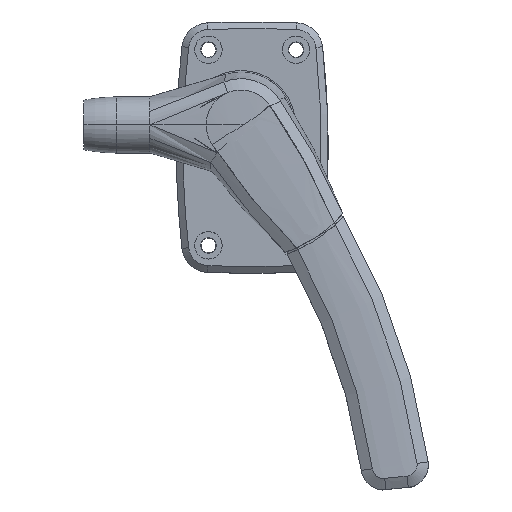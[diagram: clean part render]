
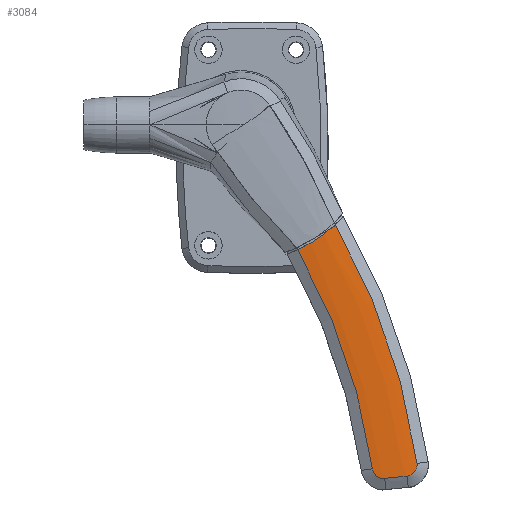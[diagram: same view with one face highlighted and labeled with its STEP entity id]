
A CAD part, top view. The second image highlights one B-rep face of the part: STEP entity #3084.
In plain terms, the highlighted toroidal (fillet/blend) face has major radius 285 mm and minor radius 100.25 mm.
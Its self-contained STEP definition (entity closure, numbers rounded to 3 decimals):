
#2870 = EDGE_CURVE ( 'NONE', #3253, #2921, #5069, .T. ) ;
#2875 = EDGE_CURVE ( 'NONE', #2876, #2921, #4956, .T. ) ;
#2876 = VERTEX_POINT ( 'NONE', #4955 ) ;
#2921 = VERTEX_POINT ( 'NONE', #4869 ) ;
#2950 = VERTEX_POINT ( 'NONE', #5154 ) ;
#2951 = ORIENTED_EDGE ( 'NONE', *, *, #2952, .T. ) ;
#2952 = EDGE_CURVE ( 'NONE', #2950, #2993, #5294, .T. ) ;
#2992 = ORIENTED_EDGE ( 'NONE', *, *, #3070, .T. ) ;
#2993 = VERTEX_POINT ( 'NONE', #5411 ) ;
#2994 = ORIENTED_EDGE ( 'NONE', *, *, #2995, .T. ) ;
#2995 = EDGE_CURVE ( 'NONE', #2993, #2876, #5410, .T. ) ;
#3036 = ORIENTED_EDGE ( 'NONE', *, *, #2875, .T. ) ;
#3070 = EDGE_CURVE ( 'NONE', #3093, #3071, #5690, .T. ) ;
#3071 = VERTEX_POINT ( 'NONE', #5689 ) ;
#3072 = ORIENTED_EDGE ( 'NONE', *, *, #3073, .T. ) ;
#3073 = EDGE_CURVE ( 'NONE', #3071, #2950, #5695, .T. ) ;
#3084 = ADVANCED_FACE ( 'NONE', ( #5503 ), #5502, .T. ) ;
#3085 = EDGE_LOOP ( 'NONE', ( #2992, #3072, #2951, #2994, #3036, #3086, #3240, #3241, #3193 ) ) ;
#3086 = ORIENTED_EDGE ( 'NONE', *, *, #2870, .F. ) ;
#3093 = VERTEX_POINT ( 'NONE', #5593 ) ;
#3149 = EDGE_CURVE ( 'NONE', #3253, #3239, #5230, .T. ) ;
#3155 = EDGE_CURVE ( 'NONE', #3252, #3093, #5884, .T. ) ;
#3193 = ORIENTED_EDGE ( 'NONE', *, *, #3155, .T. ) ;
#3239 = VERTEX_POINT ( 'NONE', #6154 ) ;
#3240 = ORIENTED_EDGE ( 'NONE', *, *, #3149, .T. ) ;
#3241 = ORIENTED_EDGE ( 'NONE', *, *, #3261, .T. ) ;
#3252 = VERTEX_POINT ( 'NONE', #6126 ) ;
#3253 = VERTEX_POINT ( 'NONE', #6125 ) ;
#3261 = EDGE_CURVE ( 'NONE', #3239, #3252, #6303, .T. ) ;
#4869 = CARTESIAN_POINT ( 'NONE',  ( -78.286, 150.524, 27.5 ) ) ;
#4955 = CARTESIAN_POINT ( 'NONE',  ( -78.335, 151.218, 27.505 ) ) ;
#4956 = B_SPLINE_CURVE_WITH_KNOTS ( 'NONE', 3,
 ( #5037, #5036, #5035, #5034 ),
 .UNSPECIFIED., .F., .F.,
 ( 4, 4 ),
 ( 0.007, 0.008 ),
 .UNSPECIFIED. ) ;
#5034 = CARTESIAN_POINT ( 'NONE',  ( -78.286, 150.524, 27.5 ) ) ;
#5035 = CARTESIAN_POINT ( 'NONE',  ( -78.319, 150.755, 27.5 ) ) ;
#5036 = CARTESIAN_POINT ( 'NONE',  ( -78.335, 150.987, 27.502 ) ) ;
#5037 = CARTESIAN_POINT ( 'NONE',  ( -78.335, 151.218, 27.505 ) ) ;
#5065 = DIRECTION ( 'NONE',  ( -1., 0., 0. ) ) ;
#5066 = DIRECTION ( 'NONE',  ( 0., 0., -1. ) ) ;
#5067 = CARTESIAN_POINT ( 'NONE',  ( 213.86, 191.459, 27.5 ) ) ;
#5068 = AXIS2_PLACEMENT_3D ( 'NONE', #5067, #5066, #5065 ) ;
#5069 = CIRCLE ( 'NONE', #5068, 295. ) ;
#5154 = CARTESIAN_POINT ( 'NONE',  ( -73.857, 156.191, 27.882 ) ) ;
#5230 = B_SPLINE_CURVE_WITH_KNOTS ( 'NONE', 3,
 ( #5751, #5749, #5802, #5781, #5800, #5819 ),
 .UNSPECIFIED., .F., .F.,
 ( 4, 2, 4 ),
 ( 0., 0.01, 0.02 ),
 .UNSPECIFIED. ) ;
#5263 = CARTESIAN_POINT ( 'NONE',  ( -75.46, 155.747, 27.788 ) ) ;
#5264 = CARTESIAN_POINT ( 'NONE',  ( -75.151, 155.879, 27.809 ) ) ;
#5265 = CARTESIAN_POINT ( 'NONE',  ( -74.995, 155.937, 27.819 ) ) ;
#5266 = CARTESIAN_POINT ( 'NONE',  ( -74.519, 156.087, 27.847 ) ) ;
#5287 = CARTESIAN_POINT ( 'NONE',  ( -77.272, 154.3, 27.64 ) ) ;
#5288 = CARTESIAN_POINT ( 'NONE',  ( -77.067, 154.562, 27.66 ) ) ;
#5289 = CARTESIAN_POINT ( 'NONE',  ( -76.832, 154.807, 27.681 ) ) ;
#5290 = CARTESIAN_POINT ( 'NONE',  ( -76.323, 155.24, 27.724 ) ) ;
#5291 = CARTESIAN_POINT ( 'NONE',  ( -76.05, 155.43, 27.746 ) ) ;
#5292 = CARTESIAN_POINT ( 'NONE',  ( -75.612, 155.673, 27.778 ) ) ;
#5294 = B_SPLINE_CURVE_WITH_KNOTS ( 'NONE', 3,
 ( #5297, #5296, #5266, #5265, #5264, #5263, #5292, #5291, #5290, #5289, #5288, #5287 ),
 .UNSPECIFIED., .F., .F.,
 ( 4, 2, 2, 2, 2, 4 ),
 ( 0., 0.001, 0.001, 0.002, 0.003, 0.004 ),
 .UNSPECIFIED. ) ;
#5296 = CARTESIAN_POINT ( 'NONE',  ( -74.193, 156.155, 27.865 ) ) ;
#5297 = CARTESIAN_POINT ( 'NONE',  ( -73.857, 156.191, 27.882 ) ) ;
#5396 = CARTESIAN_POINT ( 'NONE',  ( -78.335, 151.218, 27.505 ) ) ;
#5397 = CARTESIAN_POINT ( 'NONE',  ( -78.335, 151.495, 27.509 ) ) ;
#5398 = CARTESIAN_POINT ( 'NONE',  ( -78.311, 151.775, 27.515 ) ) ;
#5399 = CARTESIAN_POINT ( 'NONE',  ( -78.219, 152.322, 27.531 ) ) ;
#5400 = CARTESIAN_POINT ( 'NONE',  ( -78.151, 152.589, 27.541 ) ) ;
#5401 = CARTESIAN_POINT ( 'NONE',  ( -77.971, 153.11, 27.564 ) ) ;
#5402 = CARTESIAN_POINT ( 'NONE',  ( -77.858, 153.367, 27.578 ) ) ;
#5403 = CARTESIAN_POINT ( 'NONE',  ( -77.593, 153.854, 27.607 ) ) ;
#5404 = CARTESIAN_POINT ( 'NONE',  ( -77.441, 154.083, 27.623 ) ) ;
#5405 = CARTESIAN_POINT ( 'NONE',  ( -77.272, 154.3, 27.64 ) ) ;
#5410 = B_SPLINE_CURVE_WITH_KNOTS ( 'NONE', 3,
 ( #5405, #5404, #5403, #5402, #5401, #5400, #5399, #5398, #5397, #5396 ),
 .UNSPECIFIED., .F., .F.,
 ( 4, 2, 2, 2, 4 ),
 ( 0.004, 0.005, 0.006, 0.006, 0.007 ),
 .UNSPECIFIED. ) ;
#5411 = CARTESIAN_POINT ( 'NONE',  ( -77.272, 154.3, 27.64 ) ) ;
#5500 = CARTESIAN_POINT ( 'NONE',  ( 213.86, 191.459, -72.25 ) ) ;
#5502 = TOROIDAL_SURFACE ( 'NONE', #5716, 285., 100.25 ) ;
#5503 = FACE_OUTER_BOUND ( 'NONE', #3085, .T. ) ;
#5568 = CARTESIAN_POINT ( 'NONE',  ( -63.585, 157.27, 27.852 ) ) ;
#5570 = CARTESIAN_POINT ( 'NONE',  ( -63.264, 157.273, 27.834 ) ) ;
#5571 = CARTESIAN_POINT ( 'NONE',  ( -62.622, 157.216, 27.796 ) ) ;
#5572 = CARTESIAN_POINT ( 'NONE',  ( -62.309, 157.158, 27.776 ) ) ;
#5573 = CARTESIAN_POINT ( 'NONE',  ( -61.697, 156.982, 27.735 ) ) ;
#5574 = CARTESIAN_POINT ( 'NONE',  ( -61.396, 156.864, 27.714 ) ) ;
#5575 = CARTESIAN_POINT ( 'NONE',  ( -60.826, 156.573, 27.672 ) ) ;
#5576 = CARTESIAN_POINT ( 'NONE',  ( -60.558, 156.402, 27.652 ) ) ;
#5593 = CARTESIAN_POINT ( 'NONE',  ( -60.307, 156.206, 27.633 ) ) ;
#5686 = CARTESIAN_POINT ( 'NONE',  ( -73.857, 156.191, 27.882 ) ) ;
#5687 = CARTESIAN_POINT ( 'NONE',  ( -70.542, 156.539, 28.044 ) ) ;
#5689 = CARTESIAN_POINT ( 'NONE',  ( -63.906, 157.237, 27.868 ) ) ;
#5690 = B_SPLINE_CURVE_WITH_KNOTS ( 'NONE', 3,
 ( #5722, #5576, #5575, #5574, #5573, #5572, #5571, #5570, #5568, #5696 ),
 .UNSPECIFIED., .F., .F.,
 ( 4, 2, 2, 2, 4 ),
 ( 0.004, 0.005, 0.006, 0.007, 0.008 ),
 .UNSPECIFIED. ) ;
#5691 = CARTESIAN_POINT ( 'NONE',  ( -67.22, 156.888, 28.039 ) ) ;
#5692 = CARTESIAN_POINT ( 'NONE',  ( -63.906, 157.237, 27.868 ) ) ;
#5695 = B_SPLINE_CURVE_WITH_KNOTS ( 'NONE', 3,
 ( #5692, #5691, #5687, #5686 ),
 .UNSPECIFIED., .F., .F.,
 ( 4, 4 ),
 ( 0., 0.01 ),
 .UNSPECIFIED. ) ;
#5696 = CARTESIAN_POINT ( 'NONE',  ( -63.906, 157.237, 27.868 ) ) ;
#5704 = DIRECTION ( 'NONE',  ( 0., 0., -1. ) ) ;
#5716 = AXIS2_PLACEMENT_3D ( 'NONE', #5500, #5704, #5717 ) ;
#5717 = DIRECTION ( 'NONE',  ( -1., 0., 0. ) ) ;
#5722 = CARTESIAN_POINT ( 'NONE',  ( -60.307, 156.206, 27.633 ) ) ;
#5749 = CARTESIAN_POINT ( 'NONE',  ( -39.392, 46.698, 27.83 ) ) ;
#5751 = CARTESIAN_POINT ( 'NONE',  ( -41.857, 44.374, 27.5 ) ) ;
#5781 = CARTESIAN_POINT ( 'NONE',  ( -31.22, 52.512, 28.002 ) ) ;
#5800 = CARTESIAN_POINT ( 'NONE',  ( -28.293, 54.148, 27.838 ) ) ;
#5802 = CARTESIAN_POINT ( 'NONE',  ( -36.769, 48.787, 27.998 ) ) ;
#5819 = CARTESIAN_POINT ( 'NONE',  ( -25.208, 55.548, 27.5 ) ) ;
#5884 = B_SPLINE_CURVE_WITH_KNOTS ( 'NONE', 3,
 ( #5926, #5975, #5974, #5973, #5972, #5971, #5970, #5968, #5966, #5964 ),
 .UNSPECIFIED., .F., .F.,
 ( 4, 2, 2, 2, 4 ),
 ( 0., 0.001, 0.002, 0.003, 0.004 ),
 .UNSPECIFIED. ) ;
#5926 = CARTESIAN_POINT ( 'NONE',  ( -58.432, 152.964, 27.5 ) ) ;
#5964 = CARTESIAN_POINT ( 'NONE',  ( -60.307, 156.206, 27.633 ) ) ;
#5966 = CARTESIAN_POINT ( 'NONE',  ( -60.056, 156.01, 27.613 ) ) ;
#5968 = CARTESIAN_POINT ( 'NONE',  ( -59.82, 155.786, 27.595 ) ) ;
#5970 = CARTESIAN_POINT ( 'NONE',  ( -59.401, 155.305, 27.562 ) ) ;
#5971 = CARTESIAN_POINT ( 'NONE',  ( -59.216, 155.046, 27.548 ) ) ;
#5972 = CARTESIAN_POINT ( 'NONE',  ( -58.895, 154.491, 27.525 ) ) ;
#5973 = CARTESIAN_POINT ( 'NONE',  ( -58.761, 154.196, 27.515 ) ) ;
#5974 = CARTESIAN_POINT ( 'NONE',  ( -58.553, 153.594, 27.503 ) ) ;
#5975 = CARTESIAN_POINT ( 'NONE',  ( -58.478, 153.284, 27.5 ) ) ;
#6125 = CARTESIAN_POINT ( 'NONE',  ( -41.857, 44.374, 27.5 ) ) ;
#6126 = CARTESIAN_POINT ( 'NONE',  ( -58.432, 152.964, 27.5 ) ) ;
#6154 = CARTESIAN_POINT ( 'NONE',  ( -25.208, 55.548, 27.5 ) ) ;
#6299 = DIRECTION ( 'NONE',  ( -1., 0., 0. ) ) ;
#6300 = DIRECTION ( 'NONE',  ( 0., 0., -1. ) ) ;
#6301 = CARTESIAN_POINT ( 'NONE',  ( 213.86, 191.459, 27.5 ) ) ;
#6302 = AXIS2_PLACEMENT_3D ( 'NONE', #6301, #6300, #6299 ) ;
#6303 = CIRCLE ( 'NONE', #6302, 275. ) ;
